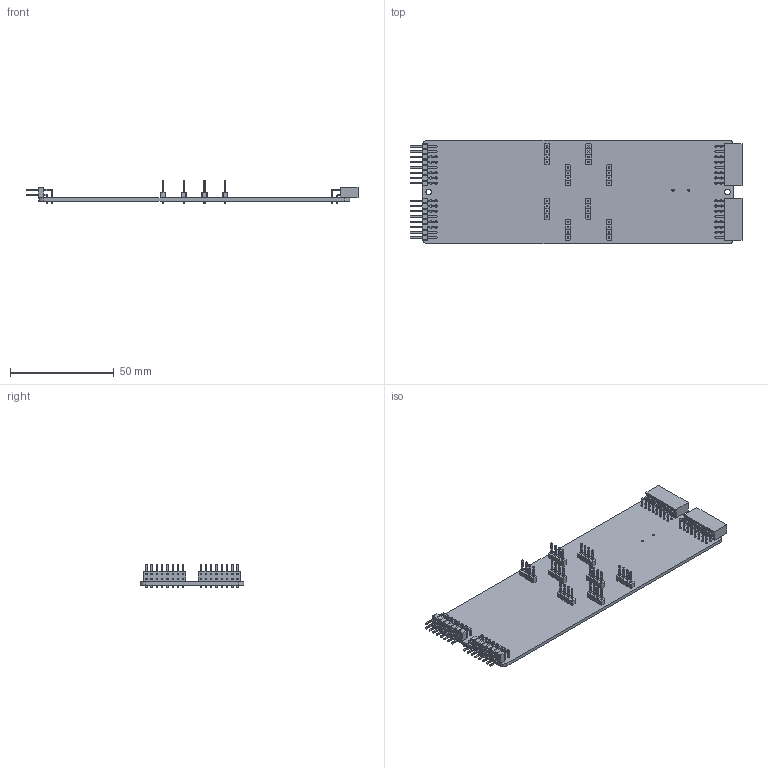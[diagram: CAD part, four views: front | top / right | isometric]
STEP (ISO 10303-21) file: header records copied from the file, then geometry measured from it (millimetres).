
FILE_DESCRIPTION(('KiCad electronic assembly'),'2;1');
FILE_NAME('EleLab_v2_Bus150.step','2019-08-28T19:49:24',('An Author'),( 'A Company'),'Open CASCADE STEP processor 6.9', 'KiCad to STEP converter','Unknown');
FILE_SCHEMA(('AUTOMOTIVE_DESIGN { 1 0 10303 214 1 1 1 1 }'));
Length unit declared in the file: millimetre
Products named in the file (8): Open CASCADE STEP translator 6.9 1; PinSocket_2x08_P2.54mm_Horizontal; SOLID; PinHeader_2x08_P2.54mm_Horizontal; PinHeader_1x01_P2.54mm_Vertical; COMPOUND
Assembly tree (40 placements, depth 3):
  Open CASCADE STEP translator 6.9 1
    PinSocket_2x08_P2.54mm_Horizontal  x2
      SOLID
    PinHeader_2x08_P2.54mm_Horizontal  x2
      SOLID
    PinHeader_1x01_P2.54mm_Vertical  x32
      SOLID
    COMPOUND
Bounding box: 160.07 x 50 x 11.54 mm (x, y, z)
Volume: 14857 mm3; surface area: 22022.9 mm2
Topology: 37 solids, 37 shells, 2922 faces, 7232 edges, 4608 vertices
Faces by surface type: plane 2722, cylinder 200
Full cylindrical faces by diameter (mm): 1 x98, 2.7 x2
Entity records: 77056 total; most frequent: CARTESIAN_POINT 11595, DIRECTION 11000, LINE 7846, VECTOR 7846, ORIENTED_EDGE 5636, PCURVE 5636, DEFINITIONAL_REPRESENTATION 5636, EDGE_CURVE 2818
